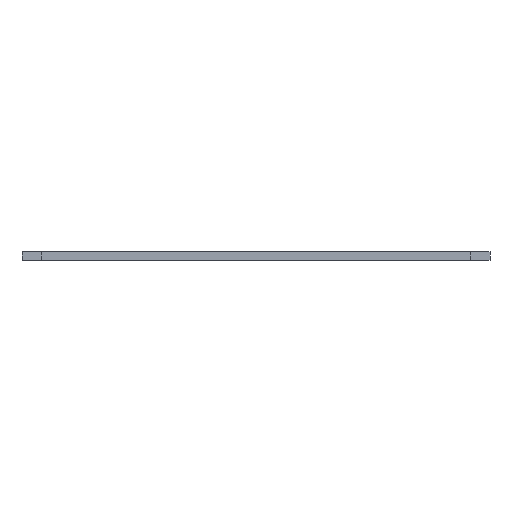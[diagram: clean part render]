
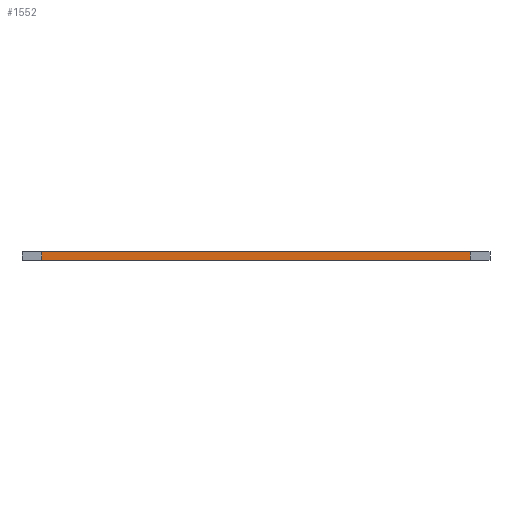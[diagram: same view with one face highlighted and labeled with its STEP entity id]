
A CAD part, front view. The second image highlights one B-rep face of the part: STEP entity #1552.
In plain terms, the highlighted planar face has unit normal (0, -1, 0).
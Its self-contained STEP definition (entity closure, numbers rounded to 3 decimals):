
#216 = VERTEX_POINT('',#217);
#217 = CARTESIAN_POINT('',(-42.5,-32.5,0.));
#223 = EDGE_CURVE('',#224,#216,#226,.T.);
#224 = VERTEX_POINT('',#225);
#225 = CARTESIAN_POINT('',(42.5,-32.5,0.));
#226 = LINE('',#227,#228);
#227 = CARTESIAN_POINT('',(42.5,-32.5,0.));
#228 = VECTOR('',#229,1.);
#229 = DIRECTION('',(-1.,0.,0.));
#813 = VERTEX_POINT('',#814);
#814 = CARTESIAN_POINT('',(-42.5,-32.5,1.6));
#820 = EDGE_CURVE('',#821,#813,#823,.T.);
#821 = VERTEX_POINT('',#822);
#822 = CARTESIAN_POINT('',(42.5,-32.5,1.6));
#823 = LINE('',#824,#825);
#824 = CARTESIAN_POINT('',(42.5,-32.5,1.6));
#825 = VECTOR('',#826,1.);
#826 = DIRECTION('',(-1.,0.,0.));
#1524 = EDGE_CURVE('',#224,#821,#1525,.T.);
#1525 = LINE('',#1526,#1527);
#1526 = CARTESIAN_POINT('',(42.5,-32.5,0.));
#1527 = VECTOR('',#1528,1.);
#1528 = DIRECTION('',(0.,0.,1.));
#1552 = ADVANCED_FACE('',(#1553),#1564,.T.);
#1553 = FACE_BOUND('',#1554,.T.);
#1554 = EDGE_LOOP('',(#1555,#1556,#1557,#1563));
#1555 = ORIENTED_EDGE('',*,*,#1524,.T.);
#1556 = ORIENTED_EDGE('',*,*,#820,.T.);
#1557 = ORIENTED_EDGE('',*,*,#1558,.F.);
#1558 = EDGE_CURVE('',#216,#813,#1559,.T.);
#1559 = LINE('',#1560,#1561);
#1560 = CARTESIAN_POINT('',(-42.5,-32.5,0.));
#1561 = VECTOR('',#1562,1.);
#1562 = DIRECTION('',(0.,0.,1.));
#1563 = ORIENTED_EDGE('',*,*,#223,.F.);
#1564 = PLANE('',#1565);
#1565 = AXIS2_PLACEMENT_3D('',#1566,#1567,#1568);
#1566 = CARTESIAN_POINT('',(42.5,-32.5,0.));
#1567 = DIRECTION('',(0.,-1.,0.));
#1568 = DIRECTION('',(-1.,0.,0.));
